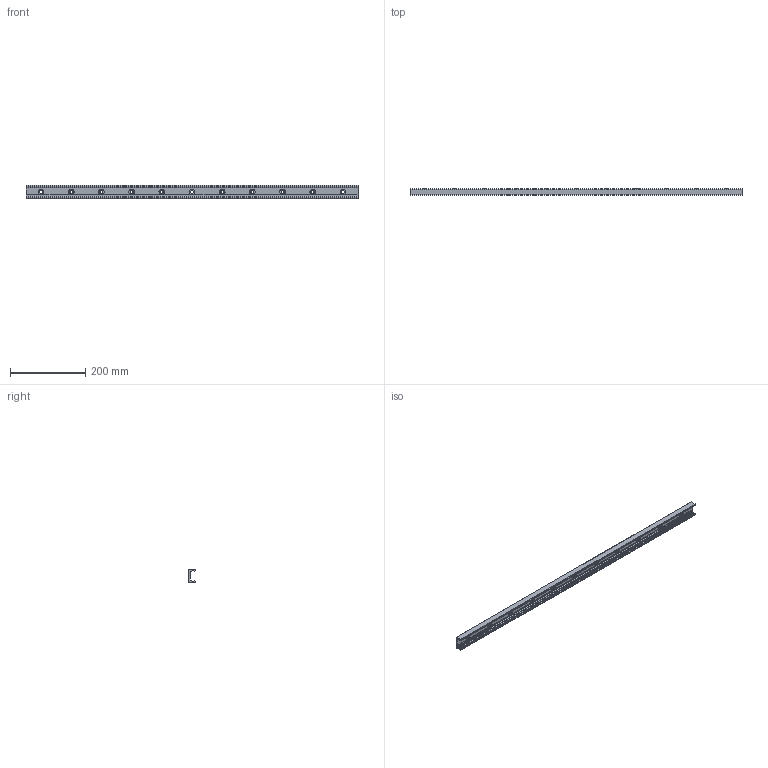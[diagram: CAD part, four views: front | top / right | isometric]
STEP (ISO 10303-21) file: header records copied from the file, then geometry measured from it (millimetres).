
FILE_DESCRIPTION((''),'2;1');
FILE_NAME('LCX 35-0880.C.stp','2016-04-28T08:49:24',('MRathmann'),(''),'Autodesk Inventor 2012','Autodesk Inventor 2012','');
FILE_SCHEMA(('CONFIG_CONTROL_DESIGN'));
Length unit declared in the file: millimetre
Products named in the file (1): LCX 35-0880.C
Bounding box: 880 x 16.5 x 35 mm (x, y, z)
Volume: 189671.8 mm3; surface area: 113289.4 mm2
Topology: 1 solids, 1 shells, 61 faces, 188 edges, 129 vertices
Faces by surface type: cylinder 35, plane 26
Full cylindrical faces by diameter (mm): 8 x11, 15 x11
Entity records: 2199 total; most frequent: CARTESIAN_POINT 632, DIRECTION 327, ORIENTED_EDGE 288, EDGE_CURVE 144, AXIS2_PLACEMENT_3D 132, VERTEX_POINT 107, EDGE_LOOP 105, CIRCLE 70
